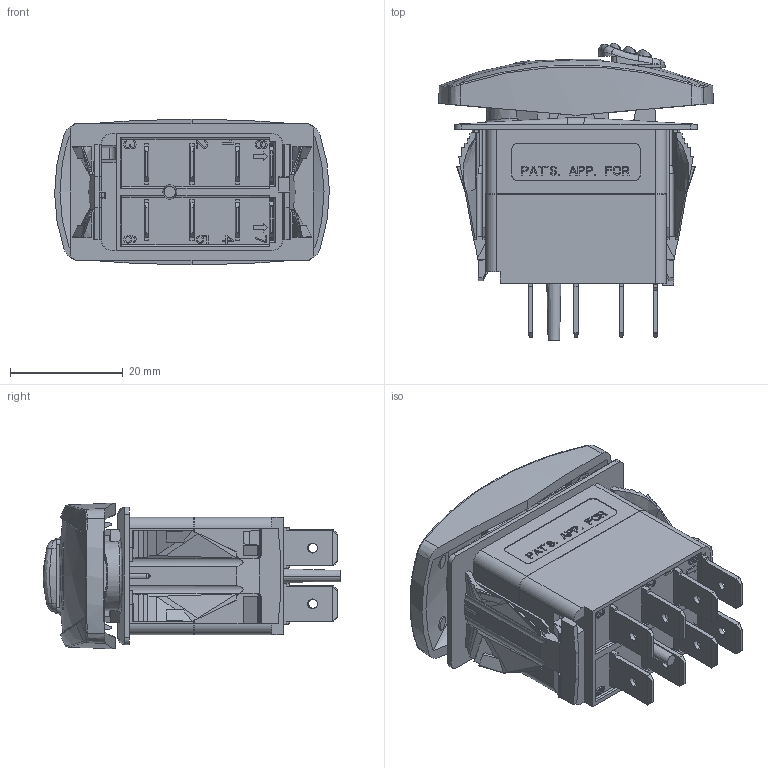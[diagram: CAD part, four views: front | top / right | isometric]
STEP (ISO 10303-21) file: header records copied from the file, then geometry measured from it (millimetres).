
FILE_DESCRIPTION((''),'2;1');
FILE_NAME('VLB1HWDB-UB400-0_SW0001','2011-09-22T',('leads.cao'),(''),'PRO/ENGINEER BY PARAMETRIC TECHNOLOGY CORPORATION, 2010280','PRO/ENGINEER BY PARAMETRIC TECHNOLOGY CORPORATION, 2010280','');
FILE_SCHEMA(('CONFIG_CONTROL_DESIGN'));
Products named in the file (1): VLB1HWDB-UB400-0_SW0001
Bounding box: 48.82 x 52.83 x 25.91 mm (x, y, z)
Volume: 15437.8 mm3; surface area: 18989.1 mm2
Topology: 1 solids, 1 shells, 2357 faces, 6663 edges, 4329 vertices
Faces by surface type: plane 1850, cylinder 278, bspline 150, cone 47, torus 14, sphere 12, extrusion 6
Entity records: 87866 total; most frequent: CARTESIAN_POINT 28113, ORIENTED_EDGE 13262, DIRECTION 11032, EDGE_CURVE 6631, VECTOR 5500, LINE 5494, VERTEX_POINT 4329, AXIS2_PLACEMENT_3D 2766
